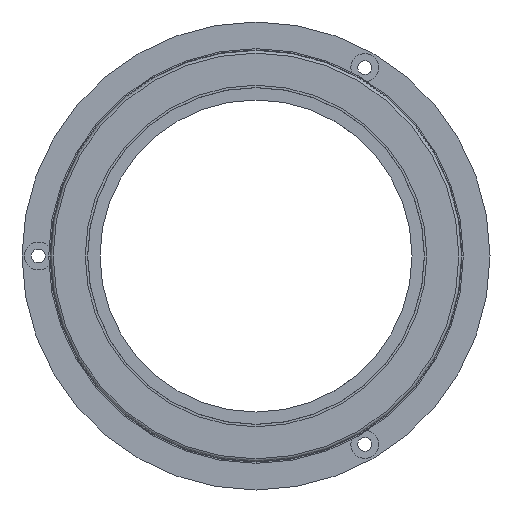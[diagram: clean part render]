
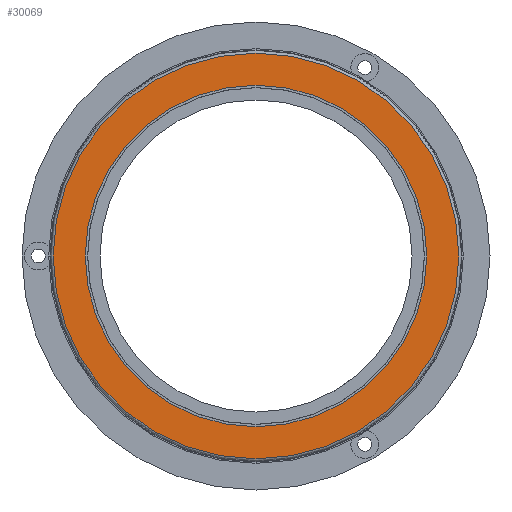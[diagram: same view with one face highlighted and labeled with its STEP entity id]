
A CAD part, left-side view. The second image highlights one B-rep face of the part: STEP entity #30069.
In plain terms, the highlighted planar face has unit normal (-1, 0, 0).
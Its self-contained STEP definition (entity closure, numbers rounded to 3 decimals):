
#2117 = EDGE_LOOP ( 'NONE', ( #57977 ) ) ;
#5726 = ORIENTED_EDGE ( 'NONE', *, *, #19616, .T. ) ;
#6754 = AXIS2_PLACEMENT_3D ( 'NONE', #17696, #54847, #58578 ) ;
#6774 = VERTEX_POINT ( 'NONE', #42129 ) ;
#13979 = DIRECTION ( 'NONE',  ( 0., -1., 0. ) ) ;
#14646 = FACE_BOUND ( 'NONE', #33245, .T. ) ;
#16728 = DIRECTION ( 'NONE',  ( 0., 1., 0. ) ) ;
#17696 = CARTESIAN_POINT ( 'NONE',  ( -1., 0., 0. ) ) ;
#17743 = AXIS2_PLACEMENT_3D ( 'NONE', #39141, #55545, #13979 ) ;
#17749 = DIRECTION ( 'NONE',  ( 1., 0., 0. ) ) ;
#19616 = EDGE_CURVE ( 'NONE', #6774, #6774, #32778, .T. ) ;
#30069 = ADVANCED_FACE ( 'NONE', ( #14646, #39823 ), #50063, .T. ) ;
#32778 = CIRCLE ( 'NONE', #41499, 20.8 ) ;
#33245 = EDGE_LOOP ( 'NONE', ( #5726 ) ) ;
#37098 = EDGE_CURVE ( 'NONE', #54081, #54081, #63249, .T. ) ;
#39141 = CARTESIAN_POINT ( 'NONE',  ( -1., 20.8, 0. ) ) ;
#39823 = FACE_OUTER_BOUND ( 'NONE', #2117, .T. ) ;
#41499 = AXIS2_PLACEMENT_3D ( 'NONE', #64079, #17749, #16728 ) ;
#42129 = CARTESIAN_POINT ( 'NONE',  ( -1., 20.8, 0. ) ) ;
#50063 = PLANE ( 'NONE',  #17743 ) ;
#54081 = VERTEX_POINT ( 'NONE', #60193 ) ;
#54847 = DIRECTION ( 'NONE',  ( 1., 0., 0. ) ) ;
#55545 = DIRECTION ( 'NONE',  ( -1., 0., 0. ) ) ;
#57977 = ORIENTED_EDGE ( 'NONE', *, *, #37098, .F. ) ;
#58578 = DIRECTION ( 'NONE',  ( 0., 1., 0. ) ) ;
#60193 = CARTESIAN_POINT ( 'NONE',  ( -1., 24.7, 0. ) ) ;
#63249 = CIRCLE ( 'NONE', #6754, 24.7 ) ;
#64079 = CARTESIAN_POINT ( 'NONE',  ( -1., 0., 0. ) ) ;
